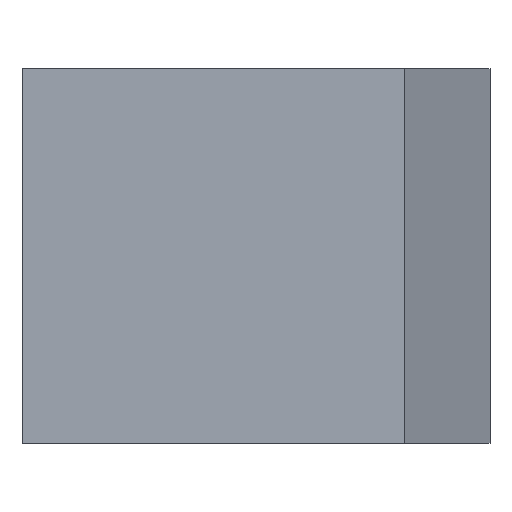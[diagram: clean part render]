
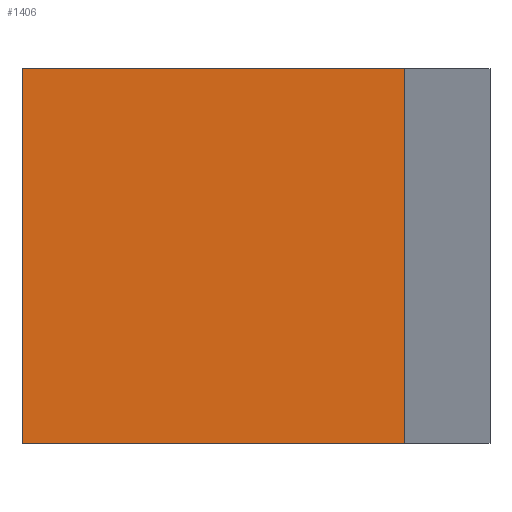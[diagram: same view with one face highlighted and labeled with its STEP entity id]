
A CAD part, front view. The second image highlights one B-rep face of the part: STEP entity #1406.
In plain terms, the highlighted planar face has unit normal (0, -1, 0).
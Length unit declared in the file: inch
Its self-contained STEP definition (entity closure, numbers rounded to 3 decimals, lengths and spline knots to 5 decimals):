
#49 = EDGE_CURVE ( 'NONE', #2222, #1103, #453, .T. ) ;
#60 = CARTESIAN_POINT ( 'NONE',  ( 1197.96984, -826.35504, 1294.23207 ) ) ;
#226 = ORIENTED_EDGE ( 'NONE', *, *, #49, .T. ) ;
#250 = DIRECTION ( 'NONE',  ( 1., 0., 0. ) ) ;
#426 = LINE ( 'NONE', #1148, #1107 ) ;
#429 = CARTESIAN_POINT ( 'NONE',  ( -815.97403, -826.35504, 1294.23207 ) ) ;
#447 = DIRECTION ( 'NONE',  ( 1., 0., 0. ) ) ;
#450 = EDGE_LOOP ( 'NONE', ( #2082, #2053, #2180, #226 ) ) ;
#453 = LINE ( 'NONE', #429, #1032 ) ;
#499 = LINE ( 'NONE', #2113, #957 ) ;
#527 = FACE_OUTER_BOUND ( 'NONE', #450, .T. ) ;
#733 = DIRECTION ( 'NONE',  ( 0., 0., 1. ) ) ;
#856 = CARTESIAN_POINT ( 'NONE',  ( -815.97403, -826.35504, -674.51793 ) ) ;
#911 = EDGE_CURVE ( 'NONE', #2222, #2272, #1698, .T. ) ;
#957 = VECTOR ( 'NONE', #1944, 39.37008 ) ;
#1032 = VECTOR ( 'NONE', #1367, 39.37008 ) ;
#1103 = VERTEX_POINT ( 'NONE', #856 ) ;
#1107 = VECTOR ( 'NONE', #250, 39.37008 ) ;
#1148 = CARTESIAN_POINT ( 'NONE',  ( -815.97403, -826.35504, -674.51793 ) ) ;
#1330 = AXIS2_PLACEMENT_3D ( 'NONE', #1444, #2390, #733 ) ;
#1367 = DIRECTION ( 'NONE',  ( 0., 0., -1. ) ) ;
#1406 = ADVANCED_FACE ( 'NONE', ( #527 ), #2358, .F. ) ;
#1444 = CARTESIAN_POINT ( 'NONE',  ( -815.97403, -826.35504, 1294.23207 ) ) ;
#1698 = LINE ( 'NONE', #2251, #1957 ) ;
#1836 = VERTEX_POINT ( 'NONE', #1982 ) ;
#1901 = CARTESIAN_POINT ( 'NONE',  ( -815.97403, -826.35504, 1294.23207 ) ) ;
#1944 = DIRECTION ( 'NONE',  ( 0., 0., -1. ) ) ;
#1957 = VECTOR ( 'NONE', #447, 39.37008 ) ;
#1982 = CARTESIAN_POINT ( 'NONE',  ( 1197.96984, -826.35504, -674.51793 ) ) ;
#2017 = EDGE_CURVE ( 'NONE', #1103, #1836, #426, .T. ) ;
#2053 = ORIENTED_EDGE ( 'NONE', *, *, #2172, .F. ) ;
#2082 = ORIENTED_EDGE ( 'NONE', *, *, #2017, .T. ) ;
#2113 = CARTESIAN_POINT ( 'NONE',  ( 1197.96984, -826.35504, 1294.23207 ) ) ;
#2172 = EDGE_CURVE ( 'NONE', #2272, #1836, #499, .T. ) ;
#2180 = ORIENTED_EDGE ( 'NONE', *, *, #911, .F. ) ;
#2222 = VERTEX_POINT ( 'NONE', #1901 ) ;
#2251 = CARTESIAN_POINT ( 'NONE',  ( -815.97403, -826.35504, 1294.23207 ) ) ;
#2272 = VERTEX_POINT ( 'NONE', #60 ) ;
#2358 = PLANE ( 'NONE',  #1330 ) ;
#2390 = DIRECTION ( 'NONE',  ( 0., 1., 0. ) ) ;
